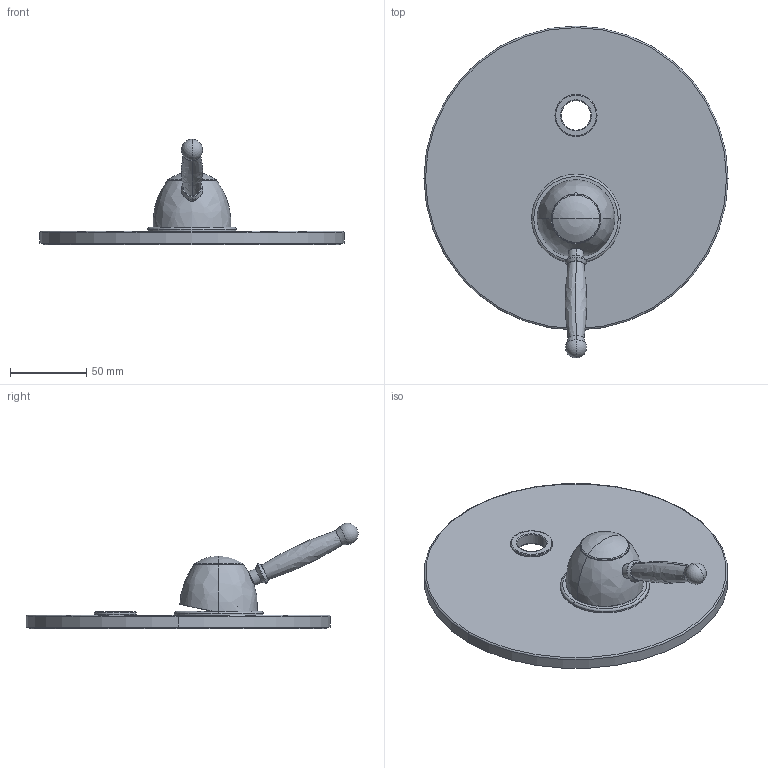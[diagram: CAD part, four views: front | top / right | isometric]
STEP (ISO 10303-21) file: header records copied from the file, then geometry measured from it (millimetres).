
FILE_DESCRIPTION((''),'2;1');
FILE_NAME('GI015CREST_ASM','2021-02-03T16:12:35',('stefano.gianpani'),('PAFFONI SpA'),'CREO PARAMETRIC BY PTC INC, 2020044','CREO PARAMETRIC BY PTC INC, 2020044','');
FILE_SCHEMA(('CONFIG_CONTROL_DESIGN','SHAPE_APPEARANCE_LAYERS_GROUPS'));
Length unit declared in the file: millimetre
Products named in the file (13): 2041541GR; 2041185GR; 2041540GR; 2092290_AF2; 2041542GR; 2041543GR; 2041800GR; 2041544GR; 4061154CR; 2091129-F; 2091180; 2091267; GI015CREST_ASM
Assembly tree (12 placements, depth 2):
  GI015CREST_ASM
    2041541GR
    2041185GR
    2041540GR
    2092290_AF2
    2041542GR
    2041543GR
    2041800GR
    2041544GR
    4061154CR
    2091129-F
    2091180
    2091267
Bounding box: 200 x 218.38 x 69.34 mm (x, y, z)
Volume: 176053 mm3; surface area: 130160.6 mm2
Topology: 12 solids, 18 shells, 317 faces, 782 edges, 497 vertices
Faces by surface type: plane 140, cylinder 84, cone 47, torus 34, bspline 6, sphere 6
Entity records: 12633 total; most frequent: CARTESIAN_POINT 2097, DIRECTION 1826, ORIENTED_EDGE 1514, PRESENTATION_STYLE_ASSIGNMENT 790, STYLED_ITEM 790, CURVE_STYLE 772, EDGE_CURVE 772, AXIS2_PLACEMENT_3D 746
